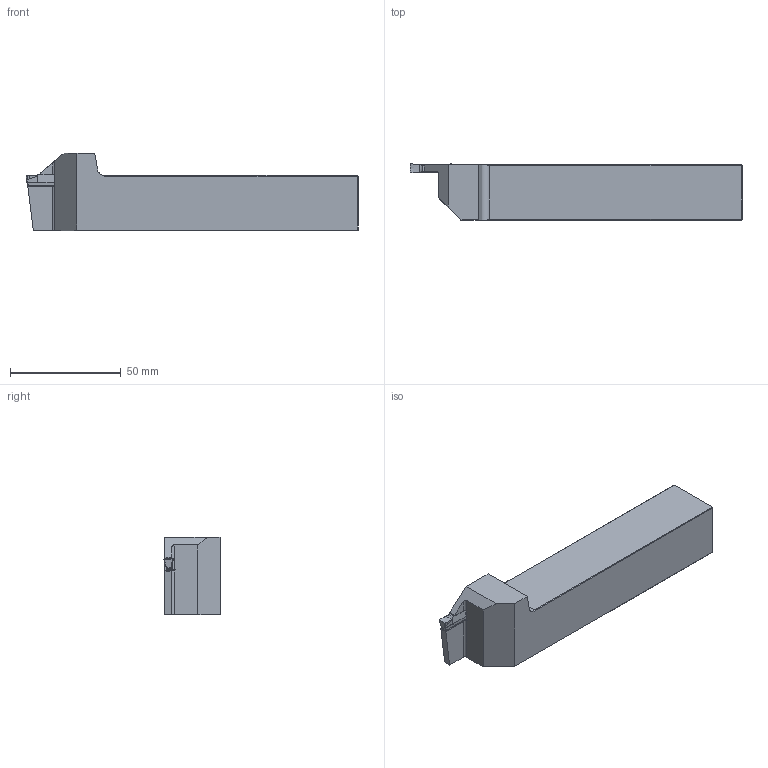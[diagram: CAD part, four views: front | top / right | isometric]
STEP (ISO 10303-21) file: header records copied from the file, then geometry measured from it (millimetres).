
FILE_DESCRIPTION(/* description */ (''),/* implementation_level */ '2;1');
FILE_NAME(/* name */ 'ADKT-I-L-2525-4-T12.stp',/* time_stamp */ '2023-10-18T15:36:32+03:00',/* author */ (''),/* organization */ (''),/* preprocessor_version */ 'ST-DEVELOPER v19.4',/* originating_system */ 'SIEMENS PLM Software NX2306.3001',/* authorisation */ '');
FILE_SCHEMA (('AUTOMOTIVE_DESIGN { 1 0 10303 214 3 1 1 1 }'));
Length unit declared in the file: millimetre
Products named in the file (1): ADKT-I-R-2525-4-T12-light
Bounding box: 150.04 x 25.38 x 35 mm (x, y, z)
Volume: 89419.7 mm3; surface area: 16271.5 mm2
Topology: 2 solids, 2 shells, 147 faces, 419 edges, 276 vertices
Faces by surface type: bspline 80, plane 47, cylinder 20
Entity records: 14957 total; most frequent: CARTESIAN_POINT 11101, ORIENTED_EDGE 838, EDGE_CURVE 419, DIRECTION 289, B_SPLINE_CURVE_WITH_KNOTS 282, VERTEX_POINT 276, ADVANCED_FACE 147, FACE_OUTER_BOUND 147
